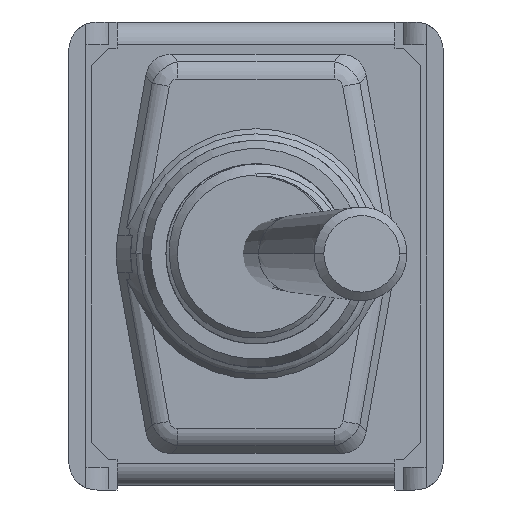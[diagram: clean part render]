
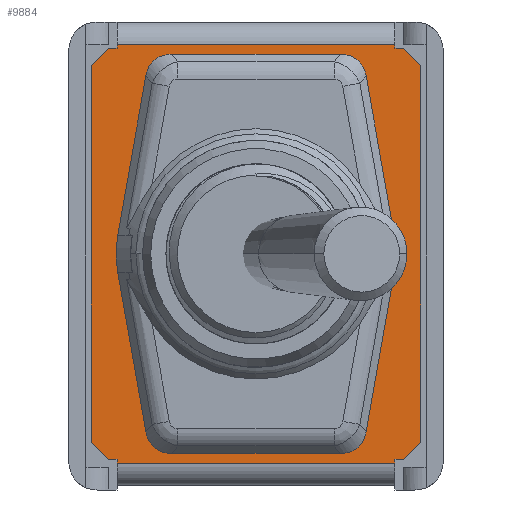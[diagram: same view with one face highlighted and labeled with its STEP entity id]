
A CAD part, front view. The second image highlights one B-rep face of the part: STEP entity #9884.
In plain terms, the highlighted planar face has unit normal (0, -1, 0).
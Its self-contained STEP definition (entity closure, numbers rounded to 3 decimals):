
#154=DIRECTION('',(1.,0.,0.));
#155=VECTOR('',#154,9.8);
#156=CARTESIAN_POINT('',(-4.9,0.,-12.15));
#157=LINE('',#156,#155);
#839=DIRECTION('',(0.,0.,-1.));
#840=VECTOR('',#839,0.13);
#841=CARTESIAN_POINT('',(-4.9,0.,-12.02));
#842=LINE('',#841,#840);
#879=DIRECTION('',(-1.,0.,0.));
#880=VECTOR('',#879,0.3);
#881=CARTESIAN_POINT('',(-4.9,0.,2.47));
#882=LINE('',#881,#880);
#900=DIRECTION('',(-1.,0.,0.));
#901=VECTOR('',#900,9.8);
#902=CARTESIAN_POINT('',(4.9,0.,2.6));
#903=LINE('',#902,#901);
#1477=DIRECTION('',(1.,0.,0.));
#1478=VECTOR('',#1477,0.3);
#1479=CARTESIAN_POINT('',(4.9,0.,-12.02));
#1480=LINE('',#1479,#1478);
#1498=DIRECTION('',(0.,0.,-1.));
#1499=VECTOR('',#1498,0.13);
#1500=CARTESIAN_POINT('',(4.9,0.,-12.02));
#1501=LINE('',#1500,#1499);
#1502=DIRECTION('',(-1.,0.,0.));
#1503=VECTOR('',#1502,0.3);
#1504=CARTESIAN_POINT('',(-4.9,0.,-12.02));
#1505=LINE('',#1504,#1503);
#1506=DIRECTION('',(-0.707,0.,0.707));
#1507=VECTOR('',#1506,0.849);
#1508=CARTESIAN_POINT('',(-5.2,0.,-12.02));
#1509=LINE('',#1508,#1507);
#1510=DIRECTION('',(0.,0.,1.));
#1511=VECTOR('',#1510,13.29);
#1512=CARTESIAN_POINT('',(-5.8,0.,-11.42));
#1513=LINE('',#1512,#1511);
#1514=DIRECTION('',(0.707,0.,0.707));
#1515=VECTOR('',#1514,0.849);
#1516=CARTESIAN_POINT('',(-5.8,0.,1.87));
#1517=LINE('',#1516,#1515);
#1518=DIRECTION('',(0.,0.,1.));
#1519=VECTOR('',#1518,0.13);
#1520=CARTESIAN_POINT('',(-4.9,0.,2.47));
#1521=LINE('',#1520,#1519);
#1522=DIRECTION('',(1.,0.,0.));
#1523=VECTOR('',#1522,0.3);
#1524=CARTESIAN_POINT('',(4.9,0.,2.47));
#1525=LINE('',#1524,#1523);
#1526=DIRECTION('',(0.707,0.,-0.707));
#1527=VECTOR('',#1526,0.849);
#1528=CARTESIAN_POINT('',(5.2,0.,2.47));
#1529=LINE('',#1528,#1527);
#1530=DIRECTION('',(-0.707,0.,-0.707));
#1531=VECTOR('',#1530,0.849);
#1532=CARTESIAN_POINT('',(5.8,0.,-11.42));
#1533=LINE('',#1532,#1531);
#1538=DIRECTION('',(0.,0.,1.));
#1539=VECTOR('',#1538,0.13);
#1540=CARTESIAN_POINT('',(4.9,0.,2.47));
#1541=LINE('',#1540,#1539);
#1562=DIRECTION('',(0.,0.,1.));
#1563=VECTOR('',#1562,13.29);
#1564=CARTESIAN_POINT('',(5.8,0.,-11.42));
#1565=LINE('',#1564,#1563);
#6598=CARTESIAN_POINT('',(-4.9,0.,-12.15));
#6599=VERTEX_POINT('',#6598);
#6600=CARTESIAN_POINT('',(4.9,0.,-12.15));
#6601=VERTEX_POINT('',#6600);
#6831=CARTESIAN_POINT('',(-4.9,0.,-12.02));
#6832=VERTEX_POINT('',#6831);
#6833=CARTESIAN_POINT('',(-5.2,0.,-12.02));
#6834=VERTEX_POINT('',#6833);
#6835=CARTESIAN_POINT('',(-5.8,0.,-11.42));
#6836=VERTEX_POINT('',#6835);
#6837=CARTESIAN_POINT('',(-5.8,0.,1.87));
#6838=VERTEX_POINT('',#6837);
#6839=CARTESIAN_POINT('',(-5.2,0.,2.47));
#6840=VERTEX_POINT('',#6839);
#6841=CARTESIAN_POINT('',(-4.9,0.,2.47));
#6842=VERTEX_POINT('',#6841);
#6843=CARTESIAN_POINT('',(-4.9,0.,2.6));
#6844=VERTEX_POINT('',#6843);
#6849=CARTESIAN_POINT('',(4.9,0.,2.6));
#6850=VERTEX_POINT('',#6849);
#7020=CARTESIAN_POINT('',(4.9,0.,-12.02));
#7021=VERTEX_POINT('',#7020);
#7022=CARTESIAN_POINT('',(5.2,0.,-12.02));
#7023=VERTEX_POINT('',#7022);
#7024=CARTESIAN_POINT('',(4.9,0.,2.47));
#7025=VERTEX_POINT('',#7024);
#7026=CARTESIAN_POINT('',(5.2,0.,2.47));
#7027=VERTEX_POINT('',#7026);
#7028=CARTESIAN_POINT('',(5.8,0.,1.87));
#7029=VERTEX_POINT('',#7028);
#7030=CARTESIAN_POINT('',(5.8,0.,-11.42));
#7031=VERTEX_POINT('',#7030);
#9856=CARTESIAN_POINT('',(-5.8,0.,3.4));
#9857=DIRECTION('',(0.,-1.,0.));
#9858=DIRECTION('',(0.,0.,-1.));
#9859=AXIS2_PLACEMENT_3D('',#9856,#9857,#9858);
#9860=PLANE('',#9859);
#9861=ORIENTED_EDGE('',*,*,#9824,.F.);
#9862=ORIENTED_EDGE('',*,*,#9839,.T.);
#9863=ORIENTED_EDGE('',*,*,#8096,.F.);
#9864=ORIENTED_EDGE('',*,*,#9004,.F.);
#9865=ORIENTED_EDGE('',*,*,#9019,.T.);
#9866=ORIENTED_EDGE('',*,*,#9033,.T.);
#9867=ORIENTED_EDGE('',*,*,#9047,.T.);
#9868=ORIENTED_EDGE('',*,*,#9064,.T.);
#9869=ORIENTED_EDGE('',*,*,#9078,.F.);
#9870=ORIENTED_EDGE('',*,*,#9092,.T.);
#9871=ORIENTED_EDGE('',*,*,#9119,.F.);
#9873=ORIENTED_EDGE('',*,*,#9872,.F.);
#9875=ORIENTED_EDGE('',*,*,#9874,.T.);
#9877=ORIENTED_EDGE('',*,*,#9876,.T.);
#9879=ORIENTED_EDGE('',*,*,#9878,.F.);
#9881=ORIENTED_EDGE('',*,*,#9880,.T.);
#9882=EDGE_LOOP('',(#9861,#9862,#9863,#9864,#9865,#9866,#9867,#9868,#9869,#9870,
#9871,#9873,#9875,#9877,#9879,#9881));
#9883=FACE_OUTER_BOUND('',#9882,.F.);
#9884=ADVANCED_FACE('',(#9883),#9860,.T.);
#8096=EDGE_CURVE('',#6599,#6601,#157,.T.);
#9004=EDGE_CURVE('',#6832,#6599,#842,.T.);
#9019=EDGE_CURVE('',#6832,#6834,#1505,.T.);
#9033=EDGE_CURVE('',#6834,#6836,#1509,.T.);
#9047=EDGE_CURVE('',#6836,#6838,#1513,.T.);
#9064=EDGE_CURVE('',#6838,#6840,#1517,.T.);
#9078=EDGE_CURVE('',#6842,#6840,#882,.T.);
#9092=EDGE_CURVE('',#6842,#6844,#1521,.T.);
#9119=EDGE_CURVE('',#6850,#6844,#903,.T.);
#9824=EDGE_CURVE('',#7021,#7023,#1480,.T.);
#9839=EDGE_CURVE('',#7021,#6601,#1501,.T.);
#9872=EDGE_CURVE('',#7025,#6850,#1541,.T.);
#9874=EDGE_CURVE('',#7025,#7027,#1525,.T.);
#9876=EDGE_CURVE('',#7027,#7029,#1529,.T.);
#9878=EDGE_CURVE('',#7031,#7029,#1565,.T.);
#9880=EDGE_CURVE('',#7031,#7023,#1533,.T.);
